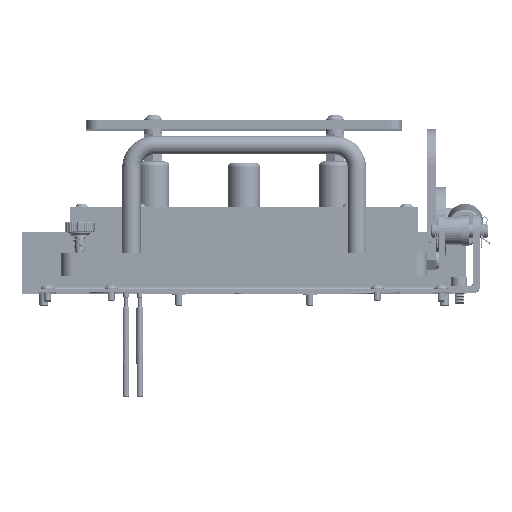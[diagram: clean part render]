
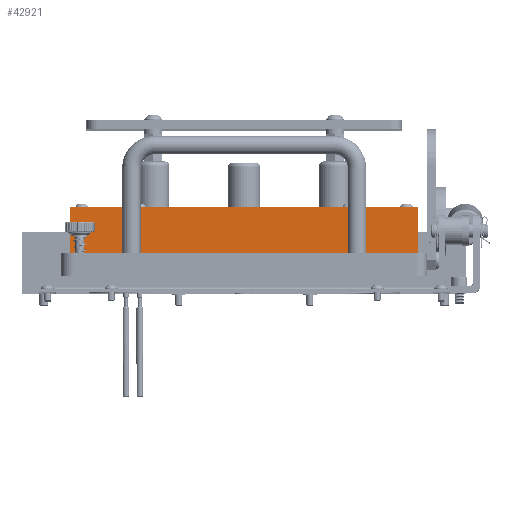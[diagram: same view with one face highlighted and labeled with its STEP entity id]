
A CAD part, top view. The second image highlights one B-rep face of the part: STEP entity #42921.
In plain terms, the highlighted planar face has unit normal (0, 0, 1).
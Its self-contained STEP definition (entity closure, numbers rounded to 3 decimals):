
#4251 = CARTESIAN_POINT ( 'NONE',  ( 75.5, 20., 181. ) ) ;
#6670 = DIRECTION ( 'NONE',  ( 0., -1., 0. ) ) ;
#7019 = VERTEX_POINT ( 'NONE', #67758 ) ;
#9246 = VECTOR ( 'NONE', #38195, 1000. ) ;
#9458 = CARTESIAN_POINT ( 'NONE',  ( -75.5, 0., 181. ) ) ;
#10305 = ORIENTED_EDGE ( 'NONE', *, *, #53977, .F. ) ;
#10575 = VECTOR ( 'NONE', #71804, 1000. ) ;
#13224 = CARTESIAN_POINT ( 'NONE',  ( -75.5, 20., 181. ) ) ;
#13765 = DIRECTION ( 'NONE',  ( -1., 0., 0. ) ) ;
#16306 = LINE ( 'NONE', #4251, #10575 ) ;
#17497 = FACE_OUTER_BOUND ( 'NONE', #58401, .T. ) ;
#19115 = CARTESIAN_POINT ( 'NONE',  ( -75.5, 20., 181. ) ) ;
#19381 = PLANE ( 'NONE',  #71292 ) ;
#22245 = CARTESIAN_POINT ( 'NONE',  ( 75.5, 20., 181. ) ) ;
#22573 = DIRECTION ( 'NONE',  ( 1., 0., 0. ) ) ;
#26556 = VECTOR ( 'NONE', #22573, 1000. ) ;
#35170 = CARTESIAN_POINT ( 'NONE',  ( 75.5, 0., 181. ) ) ;
#37324 = EDGE_CURVE ( 'NONE', #78111, #7019, #55782, .T. ) ;
#38195 = DIRECTION ( 'NONE',  ( 1., 0., 0. ) ) ;
#39523 = VECTOR ( 'NONE', #6670, 1000. ) ;
#40987 = VERTEX_POINT ( 'NONE', #22245 ) ;
#42921 = ADVANCED_FACE ( 'NONE', ( #17497 ), #19381, .F. ) ;
#43136 = VERTEX_POINT ( 'NONE', #35170 ) ;
#44327 = DIRECTION ( 'NONE',  ( 0., 0., -1. ) ) ;
#48830 = ORIENTED_EDGE ( 'NONE', *, *, #49918, .F. ) ;
#49257 = CARTESIAN_POINT ( 'NONE',  ( -75.5, 20., 181. ) ) ;
#49918 = EDGE_CURVE ( 'NONE', #78111, #40987, #69625, .T. ) ;
#52999 = ORIENTED_EDGE ( 'NONE', *, *, #64014, .T. ) ;
#53977 = EDGE_CURVE ( 'NONE', #40987, #43136, #16306, .T. ) ;
#55636 = CARTESIAN_POINT ( 'NONE',  ( -75.5, 20., 181. ) ) ;
#55782 = LINE ( 'NONE', #49257, #39523 ) ;
#58401 = EDGE_LOOP ( 'NONE', ( #52999, #10305, #48830, #69344 ) ) ;
#59223 = LINE ( 'NONE', #9458, #26556 ) ;
#64014 = EDGE_CURVE ( 'NONE', #7019, #43136, #59223, .T. ) ;
#67758 = CARTESIAN_POINT ( 'NONE',  ( -75.5, 0., 181. ) ) ;
#69344 = ORIENTED_EDGE ( 'NONE', *, *, #37324, .T. ) ;
#69625 = LINE ( 'NONE', #19115, #9246 ) ;
#71292 = AXIS2_PLACEMENT_3D ( 'NONE', #13224, #44327, #13765 ) ;
#71804 = DIRECTION ( 'NONE',  ( 0., -1., 0. ) ) ;
#78111 = VERTEX_POINT ( 'NONE', #55636 ) ;
